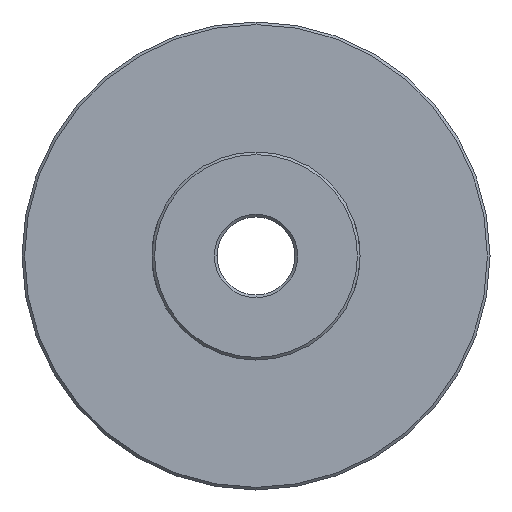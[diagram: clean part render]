
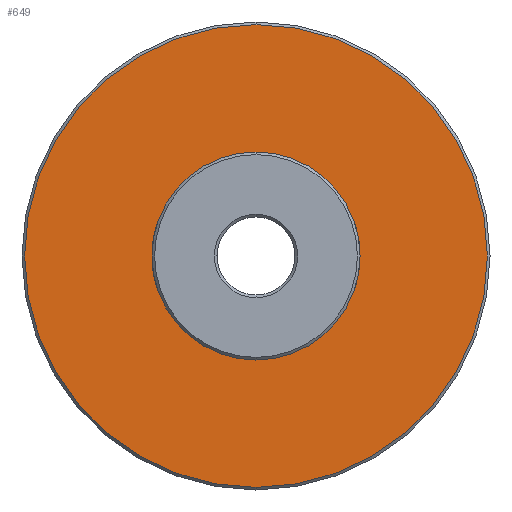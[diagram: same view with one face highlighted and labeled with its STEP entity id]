
A CAD part, left-side view. The second image highlights one B-rep face of the part: STEP entity #649.
In plain terms, the highlighted planar face has unit normal (-1, 0, 0).
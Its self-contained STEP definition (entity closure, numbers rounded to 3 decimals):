
#149 = DIRECTION ( 'NONE',  ( 0., 0., -1. ) ) ;
#517 = AXIS2_PLACEMENT_3D ( 'NONE', #5165, #5596, #4661 ) ;
#614 = VERTEX_POINT ( 'NONE', #889 ) ;
#649 = ADVANCED_FACE ( 'NONE', ( #2669, #5268 ), #5365, .F. ) ;
#806 = AXIS2_PLACEMENT_3D ( 'NONE', #3756, #6191, #3693 ) ;
#889 = CARTESIAN_POINT ( 'NONE',  ( 4.9, 0., -8.9 ) ) ;
#909 = CIRCLE ( 'NONE', #5137, 8.9 ) ;
#1201 = CARTESIAN_POINT ( 'NONE',  ( 4.9, 0., 0. ) ) ;
#1225 = CARTESIAN_POINT ( 'NONE',  ( 4.9, 0., 8.9 ) ) ;
#1303 = CIRCLE ( 'NONE', #3493, 8.9 ) ;
#1365 = DIRECTION ( 'NONE',  ( -1., 0., 0. ) ) ;
#1380 = AXIS2_PLACEMENT_3D ( 'NONE', #5834, #3410, #2956 ) ;
#1562 = CARTESIAN_POINT ( 'NONE',  ( 4.9, 0., 4. ) ) ;
#1707 = ORIENTED_EDGE ( 'NONE', *, *, #3795, .T. ) ;
#2076 = ORIENTED_EDGE ( 'NONE', *, *, #4083, .T. ) ;
#2121 = CIRCLE ( 'NONE', #517, 4. ) ;
#2181 = DIRECTION ( 'NONE',  ( -1., 0., 0. ) ) ;
#2340 = EDGE_CURVE ( 'NONE', #5326, #614, #909, .T. ) ;
#2596 = VERTEX_POINT ( 'NONE', #5028 ) ;
#2669 = FACE_OUTER_BOUND ( 'NONE', #3612, .T. ) ;
#2956 = DIRECTION ( 'NONE',  ( 0., 0., -1. ) ) ;
#3410 = DIRECTION ( 'NONE',  ( 1., 0., 0. ) ) ;
#3493 = AXIS2_PLACEMENT_3D ( 'NONE', #1201, #2181, #149 ) ;
#3612 = EDGE_LOOP ( 'NONE', ( #5861, #5210 ) ) ;
#3693 = DIRECTION ( 'NONE',  ( 0., 0., -1. ) ) ;
#3756 = CARTESIAN_POINT ( 'NONE',  ( 4.9, 0., 0. ) ) ;
#3795 = EDGE_CURVE ( 'NONE', #2596, #5729, #2121, .T. ) ;
#4083 = EDGE_CURVE ( 'NONE', #5729, #2596, #4846, .T. ) ;
#4115 = EDGE_LOOP ( 'NONE', ( #2076, #1707 ) ) ;
#4304 = CARTESIAN_POINT ( 'NONE',  ( 4.9, 0., 0. ) ) ;
#4661 = DIRECTION ( 'NONE',  ( 0., 0., -1. ) ) ;
#4846 = CIRCLE ( 'NONE', #806, 4. ) ;
#5028 = CARTESIAN_POINT ( 'NONE',  ( 4.9, 0., -4. ) ) ;
#5137 = AXIS2_PLACEMENT_3D ( 'NONE', #4304, #1365, #5307 ) ;
#5165 = CARTESIAN_POINT ( 'NONE',  ( 4.9, 0., 0. ) ) ;
#5210 = ORIENTED_EDGE ( 'NONE', *, *, #2340, .T. ) ;
#5268 = FACE_BOUND ( 'NONE', #4115, .T. ) ;
#5307 = DIRECTION ( 'NONE',  ( 0., 0., -1. ) ) ;
#5326 = VERTEX_POINT ( 'NONE', #1225 ) ;
#5345 = EDGE_CURVE ( 'NONE', #614, #5326, #1303, .T. ) ;
#5365 = PLANE ( 'NONE',  #1380 ) ;
#5596 = DIRECTION ( 'NONE',  ( 1., 0., 0. ) ) ;
#5729 = VERTEX_POINT ( 'NONE', #1562 ) ;
#5834 = CARTESIAN_POINT ( 'NONE',  ( 4.9, 0., 0. ) ) ;
#5861 = ORIENTED_EDGE ( 'NONE', *, *, #5345, .T. ) ;
#6191 = DIRECTION ( 'NONE',  ( 1., 0., 0. ) ) ;
